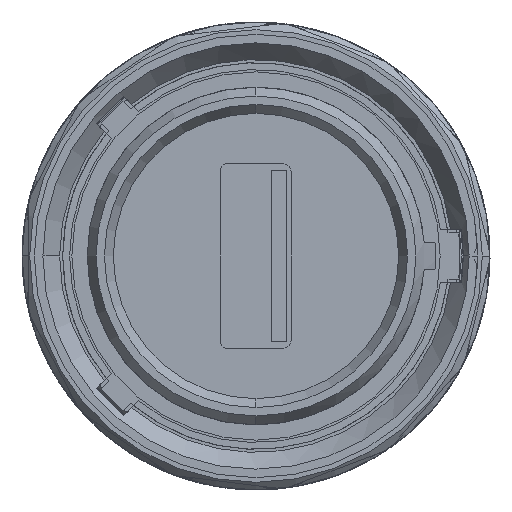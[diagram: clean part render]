
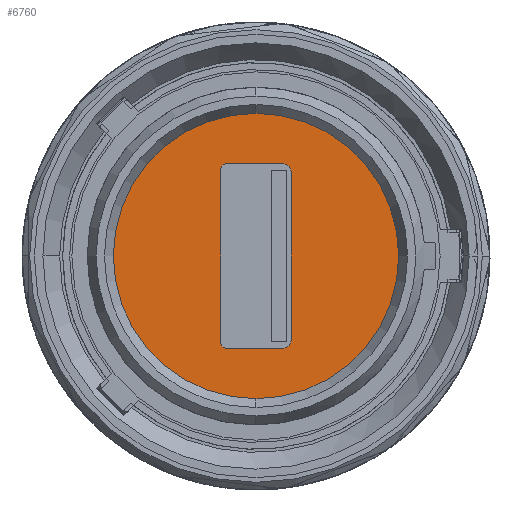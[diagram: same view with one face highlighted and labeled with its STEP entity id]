
A CAD part, front view. The second image highlights one B-rep face of the part: STEP entity #6760.
In plain terms, the highlighted planar face has unit normal (0, -1, 0).
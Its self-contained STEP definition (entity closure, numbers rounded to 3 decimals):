
#49=CARTESIAN_POINT('',(0.,-3.8,0.));
#50=DIRECTION('',(0.,1.,0.));
#51=DIRECTION('',(-1.,0.,0.));
#52=AXIS2_PLACEMENT_3D('',#49,#50,#51);
#54=CARTESIAN_POINT('',(0.,-3.8,0.));
#55=DIRECTION('',(0.,1.,0.));
#56=DIRECTION('',(1.,0.,0.));
#57=AXIS2_PLACEMENT_3D('',#54,#55,#56);
#59=CARTESIAN_POINT('',(-2.,-3.8,-5.7));
#60=DIRECTION('',(0.,-1.,0.));
#61=DIRECTION('',(-1.,0.,0.));
#62=AXIS2_PLACEMENT_3D('',#59,#60,#61);
#64=DIRECTION('',(1.,0.,0.));
#65=VECTOR('',#64,3.8);
#66=CARTESIAN_POINT('',(-2.,-3.8,-6.));
#67=LINE('',#66,#65);
#68=CARTESIAN_POINT('',(1.8,-3.8,-5.5));
#69=DIRECTION('',(0.,-1.,0.));
#70=DIRECTION('',(0.,0.,-1.));
#71=AXIS2_PLACEMENT_3D('',#68,#69,#70);
#73=DIRECTION('',(0.,0.,1.));
#74=VECTOR('',#73,11.);
#75=CARTESIAN_POINT('',(2.3,-3.8,-5.5));
#76=LINE('',#75,#74);
#77=CARTESIAN_POINT('',(1.8,-3.8,5.5));
#78=DIRECTION('',(0.,-1.,0.));
#79=DIRECTION('',(1.,0.,0.));
#80=AXIS2_PLACEMENT_3D('',#77,#78,#79);
#82=DIRECTION('',(-1.,0.,0.));
#83=VECTOR('',#82,3.8);
#84=CARTESIAN_POINT('',(1.8,-3.8,6.));
#85=LINE('',#84,#83);
#86=CARTESIAN_POINT('',(-2.,-3.8,5.7));
#87=DIRECTION('',(0.,-1.,0.));
#88=DIRECTION('',(0.,0.,1.));
#89=AXIS2_PLACEMENT_3D('',#86,#87,#88);
#91=DIRECTION('',(0.,0.,-1.));
#92=VECTOR('',#91,11.4);
#93=CARTESIAN_POINT('',(-2.3,-3.8,5.7));
#94=LINE('',#93,#92);
#6420=CARTESIAN_POINT('',(9.3,-3.8,0.));
#6421=CARTESIAN_POINT('',(-9.3,-3.8,0.));
#6422=VERTEX_POINT('',#6420);
#6423=VERTEX_POINT('',#6421);
#6426=CARTESIAN_POINT('',(-2.3,-3.8,-5.7));
#6427=CARTESIAN_POINT('',(-2.,-3.8,-6.));
#6428=VERTEX_POINT('',#6426);
#6429=VERTEX_POINT('',#6427);
#6430=CARTESIAN_POINT('',(1.8,-3.8,-6.));
#6431=VERTEX_POINT('',#6430);
#6432=CARTESIAN_POINT('',(2.3,-3.8,-5.5));
#6433=VERTEX_POINT('',#6432);
#6434=CARTESIAN_POINT('',(2.3,-3.8,5.5));
#6435=VERTEX_POINT('',#6434);
#6436=CARTESIAN_POINT('',(1.8,-3.8,6.));
#6437=VERTEX_POINT('',#6436);
#6438=CARTESIAN_POINT('',(-2.,-3.8,6.));
#6439=VERTEX_POINT('',#6438);
#6440=CARTESIAN_POINT('',(-2.3,-3.8,5.7));
#6441=VERTEX_POINT('',#6440);
#6732=CARTESIAN_POINT('',(-0.024,-3.8,0.));
#6733=DIRECTION('',(0.,1.,0.));
#6734=DIRECTION('',(0.,0.,1.));
#6735=AXIS2_PLACEMENT_3D('',#6732,#6733,#6734);
#6736=PLANE('',#6735);
#6738=ORIENTED_EDGE('',*,*,#6737,.T.);
#6740=ORIENTED_EDGE('',*,*,#6739,.T.);
#6741=EDGE_LOOP('',(#6738,#6740));
#6742=FACE_OUTER_BOUND('',#6741,.F.);
#6743=ORIENTED_EDGE('',*,*,#6722,.T.);
#6745=ORIENTED_EDGE('',*,*,#6744,.T.);
#6747=ORIENTED_EDGE('',*,*,#6746,.T.);
#6749=ORIENTED_EDGE('',*,*,#6748,.T.);
#6751=ORIENTED_EDGE('',*,*,#6750,.T.);
#6753=ORIENTED_EDGE('',*,*,#6752,.T.);
#6755=ORIENTED_EDGE('',*,*,#6754,.T.);
#6757=ORIENTED_EDGE('',*,*,#6756,.T.);
#6758=EDGE_LOOP('',(#6743,#6745,#6747,#6749,#6751,#6753,#6755,#6757));
#6759=FACE_BOUND('',#6758,.F.);
#6760=ADVANCED_FACE('',(#6742,#6759),#6736,.F.);
#53=CIRCLE('',#52,9.3);
#58=CIRCLE('',#57,9.3);
#63=CIRCLE('',#62,0.3);
#72=CIRCLE('',#71,0.5);
#81=CIRCLE('',#80,0.5);
#90=CIRCLE('',#89,0.3);
#6722=EDGE_CURVE('',#6428,#6429,#63,.T.);
#6737=EDGE_CURVE('',#6423,#6422,#53,.T.);
#6739=EDGE_CURVE('',#6422,#6423,#58,.T.);
#6744=EDGE_CURVE('',#6429,#6431,#67,.T.);
#6746=EDGE_CURVE('',#6431,#6433,#72,.T.);
#6748=EDGE_CURVE('',#6433,#6435,#76,.T.);
#6750=EDGE_CURVE('',#6435,#6437,#81,.T.);
#6752=EDGE_CURVE('',#6437,#6439,#85,.T.);
#6754=EDGE_CURVE('',#6439,#6441,#90,.T.);
#6756=EDGE_CURVE('',#6441,#6428,#94,.T.);
